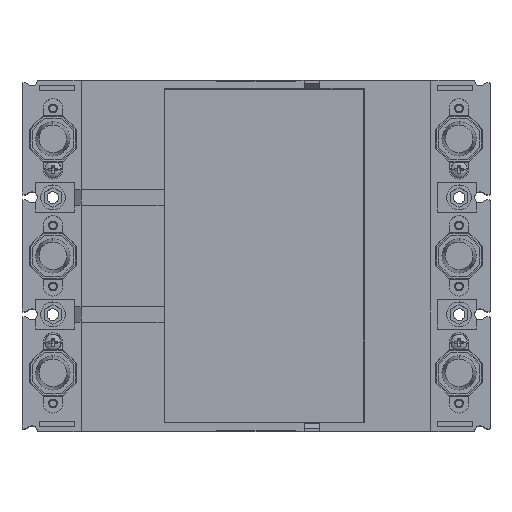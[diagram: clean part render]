
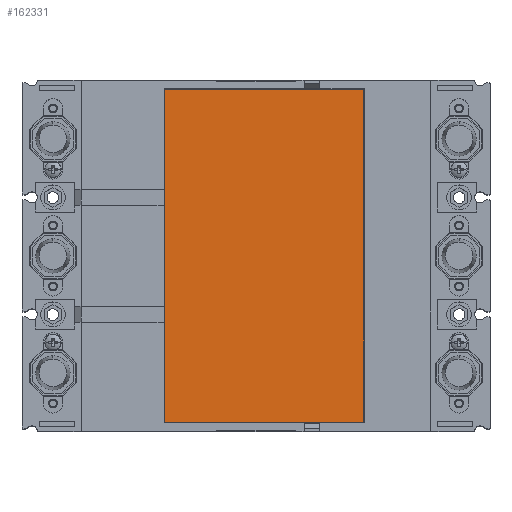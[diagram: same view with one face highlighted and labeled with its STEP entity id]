
A CAD part, top view. The second image highlights one B-rep face of the part: STEP entity #162331.
In plain terms, the highlighted planar face has unit normal (0, 0, 1).
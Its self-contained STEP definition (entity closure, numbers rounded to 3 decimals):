
#6530=DIRECTION('',(1.,0.,0.));
#6531=VECTOR('',#6530,119.);
#6532=CARTESIAN_POINT('',(85.5,5.5,-0.2));
#6533=LINE('',#6532,#6531);
#57073=DIRECTION('',(-1.,0.,0.));
#57074=VECTOR('',#57073,119.);
#57075=CARTESIAN_POINT('',(204.5,204.5,-0.2));
#57076=LINE('',#57075,#57074);
#57085=DIRECTION('',(0.,-1.,0.));
#57086=VECTOR('',#57085,199.);
#57087=CARTESIAN_POINT('',(85.5,204.5,-0.2));
#57088=LINE('',#57087,#57086);
#57089=DIRECTION('',(0.,1.,0.));
#57090=VECTOR('',#57089,199.);
#57091=CARTESIAN_POINT('',(204.5,5.5,-0.2));
#57092=LINE('',#57091,#57090);
#68279=CARTESIAN_POINT('',(204.5,5.5,-0.2));
#68280=CARTESIAN_POINT('',(204.5,204.5,-0.2));
#68281=VERTEX_POINT('',#68279);
#68282=VERTEX_POINT('',#68280);
#68283=CARTESIAN_POINT('',(85.5,204.5,-0.2));
#68284=CARTESIAN_POINT('',(85.5,5.5,-0.2));
#68285=VERTEX_POINT('',#68283);
#68286=VERTEX_POINT('',#68284);
#162318=CARTESIAN_POINT('',(145.,105.,-0.2));
#162319=DIRECTION('',(0.,0.,1.));
#162320=DIRECTION('',(0.,1.,0.));
#162321=AXIS2_PLACEMENT_3D('',#162318,#162319,#162320);
#162322=PLANE('',#162321);
#162323=ORIENTED_EDGE('',*,*,#89516,.F.);
#162325=ORIENTED_EDGE('',*,*,#162324,.F.);
#162326=ORIENTED_EDGE('',*,*,#162306,.F.);
#162328=ORIENTED_EDGE('',*,*,#162327,.F.);
#162329=EDGE_LOOP('',(#162323,#162325,#162326,#162328));
#162330=FACE_OUTER_BOUND('',#162329,.F.);
#162331=ADVANCED_FACE('',(#162330),#162322,.T.);
#89516=EDGE_CURVE('',#68286,#68281,#6533,.T.);
#162306=EDGE_CURVE('',#68282,#68285,#57076,.T.);
#162324=EDGE_CURVE('',#68285,#68286,#57088,.T.);
#162327=EDGE_CURVE('',#68281,#68282,#57092,.T.);
